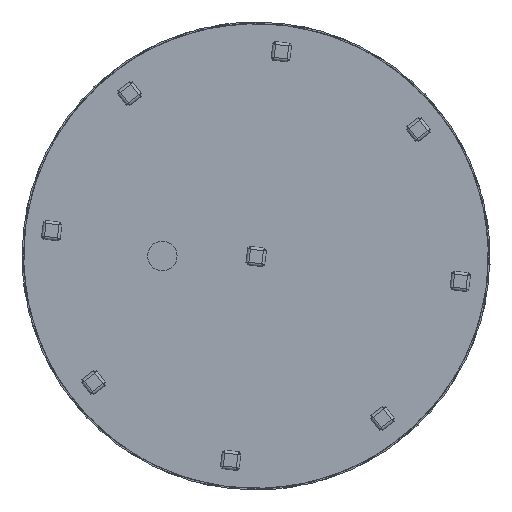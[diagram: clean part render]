
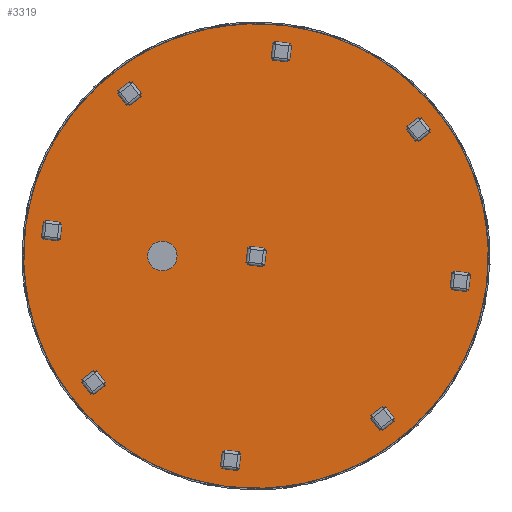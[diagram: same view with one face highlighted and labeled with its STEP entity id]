
A CAD part, front view. The second image highlights one B-rep face of the part: STEP entity #3319.
In plain terms, the highlighted planar face has unit normal (0, -1, 0).
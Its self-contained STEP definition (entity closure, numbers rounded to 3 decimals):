
#31 = EDGE_CURVE ( 'NONE', #2703, #2939, #1843, .T. ) ;
#113 = CIRCLE ( 'NONE', #3447, 31.5 ) ;
#119 = DIRECTION ( 'NONE',  ( 0., 1., 0. ) ) ;
#219 = DIRECTION ( 'NONE',  ( 0., 1., 0. ) ) ;
#265 = DIRECTION ( 'NONE',  ( 0., 1., 0. ) ) ;
#278 = ORIENTED_EDGE ( 'NONE', *, *, #2050, .T. ) ;
#474 = DIRECTION ( 'NONE',  ( 0., 0., 1. ) ) ;
#927 = EDGE_CURVE ( 'NONE', #2939, #2703, #1705, .T. ) ;
#930 = DIRECTION ( 'NONE',  ( 0., 0., 1. ) ) ;
#958 = AXIS2_PLACEMENT_3D ( 'NONE', #1645, #265, #1928 ) ;
#983 = EDGE_LOOP ( 'NONE', ( #2011, #3744 ) ) ;
#1027 = AXIS2_PLACEMENT_3D ( 'NONE', #3542, #119, #3561 ) ;
#1082 = DIRECTION ( 'NONE',  ( 0., 1., 0. ) ) ;
#1220 = CARTESIAN_POINT ( 'NONE',  ( -200., -3., 0. ) ) ;
#1572 = DIRECTION ( 'NONE',  ( 0., 0., 1. ) ) ;
#1640 = VERTEX_POINT ( 'NONE', #3694 ) ;
#1645 = CARTESIAN_POINT ( 'NONE',  ( -200., -3., 0. ) ) ;
#1705 = CIRCLE ( 'NONE', #2269, 497. ) ;
#1756 = VERTEX_POINT ( 'NONE', #4161 ) ;
#1843 = CIRCLE ( 'NONE', #3825, 497. ) ;
#1928 = DIRECTION ( 'NONE',  ( 0., 0., 1. ) ) ;
#1945 = EDGE_CURVE ( 'NONE', #1756, #1640, #2528, .T. ) ;
#1952 = EDGE_LOOP ( 'NONE', ( #278, #3890 ) ) ;
#2011 = ORIENTED_EDGE ( 'NONE', *, *, #927, .F. ) ;
#2050 = EDGE_CURVE ( 'NONE', #1640, #1756, #113, .T. ) ;
#2142 = FACE_OUTER_BOUND ( 'NONE', #983, .T. ) ;
#2189 = PLANE ( 'NONE',  #1027 ) ;
#2269 = AXIS2_PLACEMENT_3D ( 'NONE', #3172, #1082, #474 ) ;
#2528 = CIRCLE ( 'NONE', #958, 31.5 ) ;
#2636 = DIRECTION ( 'NONE',  ( 0., 1., 0. ) ) ;
#2703 = VERTEX_POINT ( 'NONE', #2987 ) ;
#2939 = VERTEX_POINT ( 'NONE', #3272 ) ;
#2987 = CARTESIAN_POINT ( 'NONE',  ( 0., -3., -497. ) ) ;
#3172 = CARTESIAN_POINT ( 'NONE',  ( 0., -3., 0. ) ) ;
#3272 = CARTESIAN_POINT ( 'NONE',  ( 0., -3., 497. ) ) ;
#3319 = ADVANCED_FACE ( 'NONE', ( #3917, #2142 ), #2189, .F. ) ;
#3447 = AXIS2_PLACEMENT_3D ( 'NONE', #1220, #219, #1572 ) ;
#3542 = CARTESIAN_POINT ( 'NONE',  ( 0., -3., 0. ) ) ;
#3561 = DIRECTION ( 'NONE',  ( 0., 0., 1. ) ) ;
#3694 = CARTESIAN_POINT ( 'NONE',  ( -200., -3., 31.5 ) ) ;
#3744 = ORIENTED_EDGE ( 'NONE', *, *, #31, .F. ) ;
#3825 = AXIS2_PLACEMENT_3D ( 'NONE', #4346, #2636, #930 ) ;
#3890 = ORIENTED_EDGE ( 'NONE', *, *, #1945, .T. ) ;
#3917 = FACE_BOUND ( 'NONE', #1952, .T. ) ;
#4161 = CARTESIAN_POINT ( 'NONE',  ( -200., -3., -31.5 ) ) ;
#4346 = CARTESIAN_POINT ( 'NONE',  ( 0., -3., 0. ) ) ;
